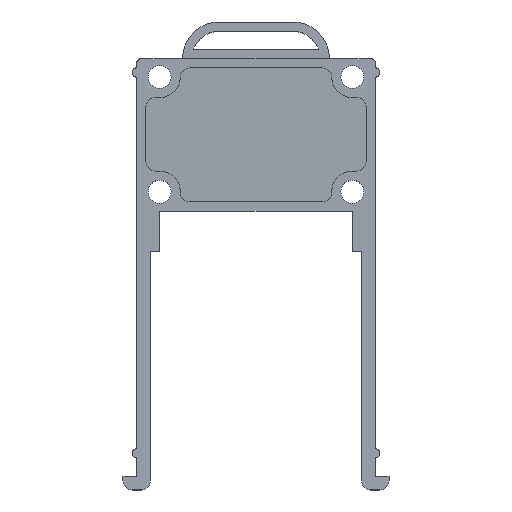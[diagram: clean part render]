
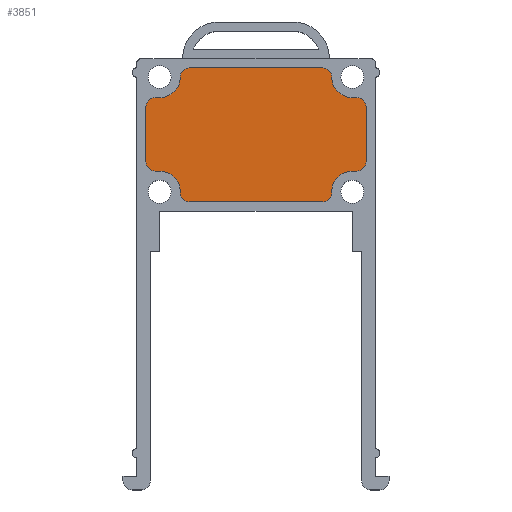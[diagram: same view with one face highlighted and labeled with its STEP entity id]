
A CAD part, top view. The second image highlights one B-rep face of the part: STEP entity #3851.
In plain terms, the highlighted planar face has unit normal (0, 0, 1).
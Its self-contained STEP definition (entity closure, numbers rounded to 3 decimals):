
#3304 = EDGE_CURVE('',#3305,#3307,#3309,.T.);
#3305 = VERTEX_POINT('',#3306);
#3306 = CARTESIAN_POINT('',(-11.,74.25,17.5));
#3307 = VERTEX_POINT('',#3308);
#3308 = CARTESIAN_POINT('',(-12.,73.25,17.5));
#3309 = CIRCLE('',#3310,1.);
#3310 = AXIS2_PLACEMENT_3D('',#3311,#3312,#3313);
#3311 = CARTESIAN_POINT('',(-11.,73.25,17.5));
#3312 = DIRECTION('',(0.,0.,1.));
#3313 = DIRECTION('',(1.,0.,0.));
#3315 = EDGE_CURVE('',#3316,#3307,#3318,.T.);
#3316 = VERTEX_POINT('',#3317);
#3317 = CARTESIAN_POINT('',(-12.,67.25,17.5));
#3318 = LINE('',#3319,#3320);
#3319 = CARTESIAN_POINT('',(-12.,67.25,17.5));
#3320 = VECTOR('',#3321,1.);
#3321 = DIRECTION('',(0.,1.,0.));
#3323 = EDGE_CURVE('',#3316,#3324,#3326,.T.);
#3324 = VERTEX_POINT('',#3325);
#3325 = CARTESIAN_POINT('',(-11.,66.25,17.5));
#3326 = CIRCLE('',#3327,1.);
#3327 = AXIS2_PLACEMENT_3D('',#3328,#3329,#3330);
#3328 = CARTESIAN_POINT('',(-11.,67.25,17.5));
#3329 = DIRECTION('',(0.,0.,1.));
#3330 = DIRECTION('',(1.,0.,0.));
#3332 = EDGE_CURVE('',#3324,#3333,#3335,.T.);
#3333 = VERTEX_POINT('',#3334);
#3334 = CARTESIAN_POINT('',(-10.5,66.25,17.5));
#3335 = LINE('',#3336,#3337);
#3336 = CARTESIAN_POINT('',(-11.,66.25,17.5));
#3337 = VECTOR('',#3338,1.);
#3338 = DIRECTION('',(1.,0.,0.));
#3340 = EDGE_CURVE('',#3341,#3333,#3343,.T.);
#3341 = VERTEX_POINT('',#3342);
#3342 = CARTESIAN_POINT('',(-8.25,64.,17.5));
#3343 = CIRCLE('',#3344,2.25);
#3344 = AXIS2_PLACEMENT_3D('',#3345,#3346,#3347);
#3345 = CARTESIAN_POINT('',(-10.5,64.,17.5));
#3346 = DIRECTION('',(0.,0.,1.));
#3347 = DIRECTION('',(1.,0.,0.));
#3349 = EDGE_CURVE('',#3350,#3341,#3352,.T.);
#3350 = VERTEX_POINT('',#3351);
#3351 = CARTESIAN_POINT('',(-8.25,63.9,17.5));
#3352 = LINE('',#3353,#3354);
#3353 = CARTESIAN_POINT('',(-8.25,63.9,17.5));
#3354 = VECTOR('',#3355,1.);
#3355 = DIRECTION('',(0.,1.,0.));
#3357 = EDGE_CURVE('',#3350,#3358,#3360,.T.);
#3358 = VERTEX_POINT('',#3359);
#3359 = CARTESIAN_POINT('',(-7.25,62.9,17.5));
#3360 = CIRCLE('',#3361,1.);
#3361 = AXIS2_PLACEMENT_3D('',#3362,#3363,#3364);
#3362 = CARTESIAN_POINT('',(-7.25,63.9,17.5));
#3363 = DIRECTION('',(0.,0.,1.));
#3364 = DIRECTION('',(1.,0.,0.));
#3366 = EDGE_CURVE('',#3367,#3358,#3369,.T.);
#3367 = VERTEX_POINT('',#3368);
#3368 = CARTESIAN_POINT('',(7.25,62.9,17.5));
#3369 = LINE('',#3370,#3371);
#3370 = CARTESIAN_POINT('',(7.25,62.9,17.5));
#3371 = VECTOR('',#3372,1.);
#3372 = DIRECTION('',(-1.,0.,0.));
#3374 = EDGE_CURVE('',#3367,#3375,#3377,.T.);
#3375 = VERTEX_POINT('',#3376);
#3376 = CARTESIAN_POINT('',(8.25,63.9,17.5));
#3377 = CIRCLE('',#3378,1.);
#3378 = AXIS2_PLACEMENT_3D('',#3379,#3380,#3381);
#3379 = CARTESIAN_POINT('',(7.25,63.9,17.5));
#3380 = DIRECTION('',(0.,0.,1.));
#3381 = DIRECTION('',(1.,0.,0.));
#3383 = EDGE_CURVE('',#3384,#3375,#3386,.T.);
#3384 = VERTEX_POINT('',#3385);
#3385 = CARTESIAN_POINT('',(8.25,64.,17.5));
#3386 = LINE('',#3387,#3388);
#3387 = CARTESIAN_POINT('',(8.25,64.,17.5));
#3388 = VECTOR('',#3389,1.);
#3389 = DIRECTION('',(0.,-1.,0.));
#3391 = EDGE_CURVE('',#3392,#3384,#3394,.T.);
#3392 = VERTEX_POINT('',#3393);
#3393 = CARTESIAN_POINT('',(10.5,66.25,17.5));
#3394 = CIRCLE('',#3395,2.25);
#3395 = AXIS2_PLACEMENT_3D('',#3396,#3397,#3398);
#3396 = CARTESIAN_POINT('',(10.5,64.,17.5));
#3397 = DIRECTION('',(0.,0.,1.));
#3398 = DIRECTION('',(1.,0.,0.));
#3400 = EDGE_CURVE('',#3401,#3392,#3403,.T.);
#3401 = VERTEX_POINT('',#3402);
#3402 = CARTESIAN_POINT('',(11.,66.25,17.5));
#3403 = LINE('',#3404,#3405);
#3404 = CARTESIAN_POINT('',(11.,66.25,17.5));
#3405 = VECTOR('',#3406,1.);
#3406 = DIRECTION('',(-1.,0.,0.));
#3408 = EDGE_CURVE('',#3401,#3409,#3411,.T.);
#3409 = VERTEX_POINT('',#3410);
#3410 = CARTESIAN_POINT('',(12.,67.25,17.5));
#3411 = CIRCLE('',#3412,1.);
#3412 = AXIS2_PLACEMENT_3D('',#3413,#3414,#3415);
#3413 = CARTESIAN_POINT('',(11.,67.25,17.5));
#3414 = DIRECTION('',(0.,0.,1.));
#3415 = DIRECTION('',(1.,0.,0.));
#3417 = EDGE_CURVE('',#3418,#3409,#3420,.T.);
#3418 = VERTEX_POINT('',#3419);
#3419 = CARTESIAN_POINT('',(12.,73.25,17.5));
#3420 = LINE('',#3421,#3422);
#3421 = CARTESIAN_POINT('',(12.,73.25,17.5));
#3422 = VECTOR('',#3423,1.);
#3423 = DIRECTION('',(0.,-1.,0.));
#3425 = EDGE_CURVE('',#3418,#3426,#3428,.T.);
#3426 = VERTEX_POINT('',#3427);
#3427 = CARTESIAN_POINT('',(11.,74.25,17.5));
#3428 = CIRCLE('',#3429,1.);
#3429 = AXIS2_PLACEMENT_3D('',#3430,#3431,#3432);
#3430 = CARTESIAN_POINT('',(11.,73.25,17.5));
#3431 = DIRECTION('',(0.,0.,1.));
#3432 = DIRECTION('',(1.,0.,0.));
#3434 = EDGE_CURVE('',#3426,#3435,#3437,.T.);
#3435 = VERTEX_POINT('',#3436);
#3436 = CARTESIAN_POINT('',(10.5,74.25,17.5));
#3437 = LINE('',#3438,#3439);
#3438 = CARTESIAN_POINT('',(11.,74.25,17.5));
#3439 = VECTOR('',#3440,1.);
#3440 = DIRECTION('',(-1.,0.,0.));
#3442 = EDGE_CURVE('',#3443,#3435,#3445,.T.);
#3443 = VERTEX_POINT('',#3444);
#3444 = CARTESIAN_POINT('',(8.25,76.5,17.5));
#3445 = CIRCLE('',#3446,2.25);
#3446 = AXIS2_PLACEMENT_3D('',#3447,#3448,#3449);
#3447 = CARTESIAN_POINT('',(10.5,76.5,17.5));
#3448 = DIRECTION('',(0.,0.,1.));
#3449 = DIRECTION('',(1.,0.,0.));
#3451 = EDGE_CURVE('',#3443,#3452,#3454,.T.);
#3452 = VERTEX_POINT('',#3453);
#3453 = CARTESIAN_POINT('',(7.25,77.5,17.5));
#3454 = CIRCLE('',#3455,1.);
#3455 = AXIS2_PLACEMENT_3D('',#3456,#3457,#3458);
#3456 = CARTESIAN_POINT('',(7.25,76.5,17.5));
#3457 = DIRECTION('',(0.,0.,1.));
#3458 = DIRECTION('',(1.,0.,0.));
#3460 = EDGE_CURVE('',#3461,#3452,#3463,.T.);
#3461 = VERTEX_POINT('',#3462);
#3462 = CARTESIAN_POINT('',(-7.25,77.5,17.5));
#3463 = LINE('',#3464,#3465);
#3464 = CARTESIAN_POINT('',(-7.25,77.5,17.5));
#3465 = VECTOR('',#3466,1.);
#3466 = DIRECTION('',(1.,0.,0.));
#3468 = EDGE_CURVE('',#3461,#3469,#3471,.T.);
#3469 = VERTEX_POINT('',#3470);
#3470 = CARTESIAN_POINT('',(-8.25,76.5,17.5));
#3471 = CIRCLE('',#3472,1.);
#3472 = AXIS2_PLACEMENT_3D('',#3473,#3474,#3475);
#3473 = CARTESIAN_POINT('',(-7.25,76.5,17.5));
#3474 = DIRECTION('',(0.,0.,1.));
#3475 = DIRECTION('',(1.,0.,0.));
#3477 = EDGE_CURVE('',#3478,#3469,#3480,.T.);
#3478 = VERTEX_POINT('',#3479);
#3479 = CARTESIAN_POINT('',(-10.5,74.25,17.5));
#3480 = CIRCLE('',#3481,2.25);
#3481 = AXIS2_PLACEMENT_3D('',#3482,#3483,#3484);
#3482 = CARTESIAN_POINT('',(-10.5,76.5,17.5));
#3483 = DIRECTION('',(0.,0.,1.));
#3484 = DIRECTION('',(1.,0.,0.));
#3486 = EDGE_CURVE('',#3305,#3478,#3487,.T.);
#3487 = LINE('',#3488,#3489);
#3488 = CARTESIAN_POINT('',(-11.,74.25,17.5));
#3489 = VECTOR('',#3490,1.);
#3490 = DIRECTION('',(1.,0.,0.));
#3851 = ADVANCED_FACE('',(#3852),#3876,.F.);
#3852 = FACE_BOUND('',#3853,.F.);
#3853 = EDGE_LOOP('',(#3854,#3855,#3856,#3857,#3858,#3859,#3860,#3861,
    #3862,#3863,#3864,#3865,#3866,#3867,#3868,#3869,#3870,#3871,#3872,
    #3873,#3874,#3875));
#3854 = ORIENTED_EDGE('',*,*,#3304,.F.);
#3855 = ORIENTED_EDGE('',*,*,#3486,.T.);
#3856 = ORIENTED_EDGE('',*,*,#3477,.T.);
#3857 = ORIENTED_EDGE('',*,*,#3468,.F.);
#3858 = ORIENTED_EDGE('',*,*,#3460,.T.);
#3859 = ORIENTED_EDGE('',*,*,#3451,.F.);
#3860 = ORIENTED_EDGE('',*,*,#3442,.T.);
#3861 = ORIENTED_EDGE('',*,*,#3434,.F.);
#3862 = ORIENTED_EDGE('',*,*,#3425,.F.);
#3863 = ORIENTED_EDGE('',*,*,#3417,.T.);
#3864 = ORIENTED_EDGE('',*,*,#3408,.F.);
#3865 = ORIENTED_EDGE('',*,*,#3400,.T.);
#3866 = ORIENTED_EDGE('',*,*,#3391,.T.);
#3867 = ORIENTED_EDGE('',*,*,#3383,.T.);
#3868 = ORIENTED_EDGE('',*,*,#3374,.F.);
#3869 = ORIENTED_EDGE('',*,*,#3366,.T.);
#3870 = ORIENTED_EDGE('',*,*,#3357,.F.);
#3871 = ORIENTED_EDGE('',*,*,#3349,.T.);
#3872 = ORIENTED_EDGE('',*,*,#3340,.T.);
#3873 = ORIENTED_EDGE('',*,*,#3332,.F.);
#3874 = ORIENTED_EDGE('',*,*,#3323,.F.);
#3875 = ORIENTED_EDGE('',*,*,#3315,.T.);
#3876 = PLANE('',#3877);
#3877 = AXIS2_PLACEMENT_3D('',#3878,#3879,#3880);
#3878 = CARTESIAN_POINT('',(0.,55.241,17.5));
#3879 = DIRECTION('',(-0.,-0.,-1.));
#3880 = DIRECTION('',(-1.,0.,0.));
